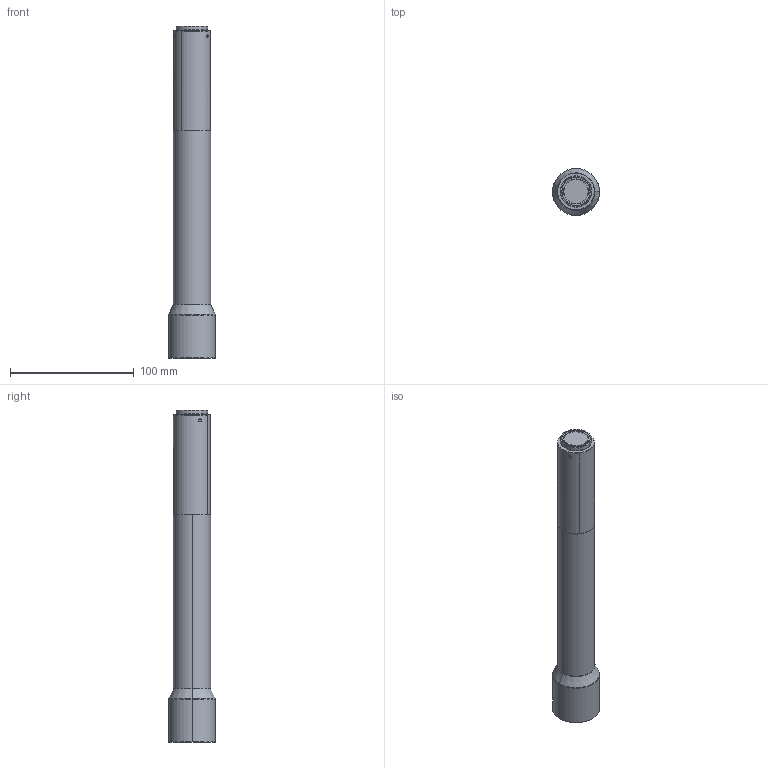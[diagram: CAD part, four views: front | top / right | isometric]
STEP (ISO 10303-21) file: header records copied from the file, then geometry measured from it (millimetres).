
FILE_DESCRIPTION (( 'STEP AP203' ), '1' );
FILE_NAME ('WH028-820A-111.STEP', '2023-04-07T07:40:51', ( '' ), ( '' ), 'SwSTEP 2.0', 'SolidWorks 2017', '' );
FILE_SCHEMA (( 'CONFIG_CONTROL_DESIGN' ));
Length unit declared in the file: millimetre
Products named in the file (1): WH028-820A-111
Bounding box: 38 x 38 x 268.75 mm (x, y, z)
Volume: 205215.2 mm3; surface area: 28355.2 mm2
Topology: 1 solids, 1 shells, 52 faces, 104 edges, 64 vertices
Faces by surface type: cylinder 25, cone 14, plane 9, torus 4
Entity records: 1637 total; most frequent: CARTESIAN_POINT 449, DIRECTION 254, ORIENTED_EDGE 208, AXIS2_PLACEMENT_3D 109, EDGE_CURVE 104, VERTEX_POINT 64, EDGE_LOOP 62, CIRCLE 56
